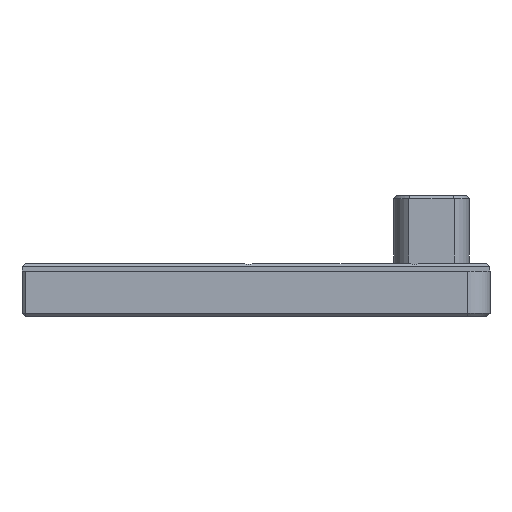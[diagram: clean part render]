
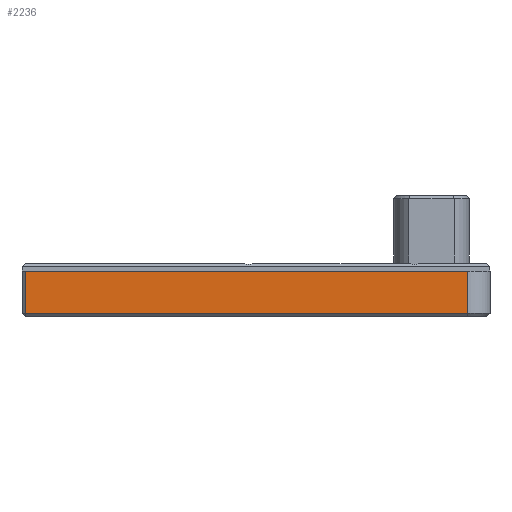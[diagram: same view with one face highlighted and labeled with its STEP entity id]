
A CAD part, left-side view. The second image highlights one B-rep face of the part: STEP entity #2236.
In plain terms, the highlighted planar face has unit normal (-1, 0, 0).
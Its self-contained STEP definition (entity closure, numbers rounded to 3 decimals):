
#276=FACE_OUTER_BOUND('',#421,.T.);
#421=EDGE_LOOP('',(#1918,#1919,#1920,#1921));
#516=LINE('',#3325,#742);
#537=LINE('',#3375,#763);
#643=LINE('',#3716,#869);
#644=LINE('',#3717,#870);
#742=VECTOR('',#2643,10.);
#763=VECTOR('',#2694,10.);
#869=VECTOR('',#3054,10.);
#870=VECTOR('',#3055,10.);
#933=VERTEX_POINT('',#3231);
#961=VERTEX_POINT('',#3318);
#976=VERTEX_POINT('',#3374);
#1084=VERTEX_POINT('',#3715);
#1178=EDGE_CURVE('',#961,#933,#516,.T.);
#1203=EDGE_CURVE('',#976,#933,#537,.T.);
#1375=EDGE_CURVE('',#961,#1084,#643,.T.);
#1376=EDGE_CURVE('',#976,#1084,#644,.T.);
#1918=ORIENTED_EDGE('',*,*,#1178,.F.);
#1919=ORIENTED_EDGE('',*,*,#1375,.T.);
#1920=ORIENTED_EDGE('',*,*,#1376,.F.);
#1921=ORIENTED_EDGE('',*,*,#1203,.T.);
#2119=PLANE('',#2463);
#2236=ADVANCED_FACE('',(#276),#2119,.F.);
#2463=AXIS2_PLACEMENT_3D('',#3714,#3052,#3053);
#2643=DIRECTION('',(0.,1.,0.));
#2694=DIRECTION('',(0.,0.,-1.));
#3052=DIRECTION('center_axis',(1.,0.,0.));
#3053=DIRECTION('ref_axis',(0.,0.,-1.));
#3054=DIRECTION('',(0.,0.,1.));
#3055=DIRECTION('',(0.,-1.,0.));
#3231=CARTESIAN_POINT('',(-76.101,388.329,-93.6));
#3318=CARTESIAN_POINT('',(-76.101,329.729,-93.6));
#3325=CARTESIAN_POINT('',(-76.101,343.508,-93.6));
#3374=CARTESIAN_POINT('',(-76.101,388.329,-88.));
#3375=CARTESIAN_POINT('',(-76.101,388.329,-94.));
#3714=CARTESIAN_POINT('Origin',(-76.101,345.,-94.));
#3715=CARTESIAN_POINT('',(-76.101,329.729,-88.));
#3716=CARTESIAN_POINT('',(-76.101,329.729,-81.));
#3717=CARTESIAN_POINT('',(-76.101,362.53,-88.));
